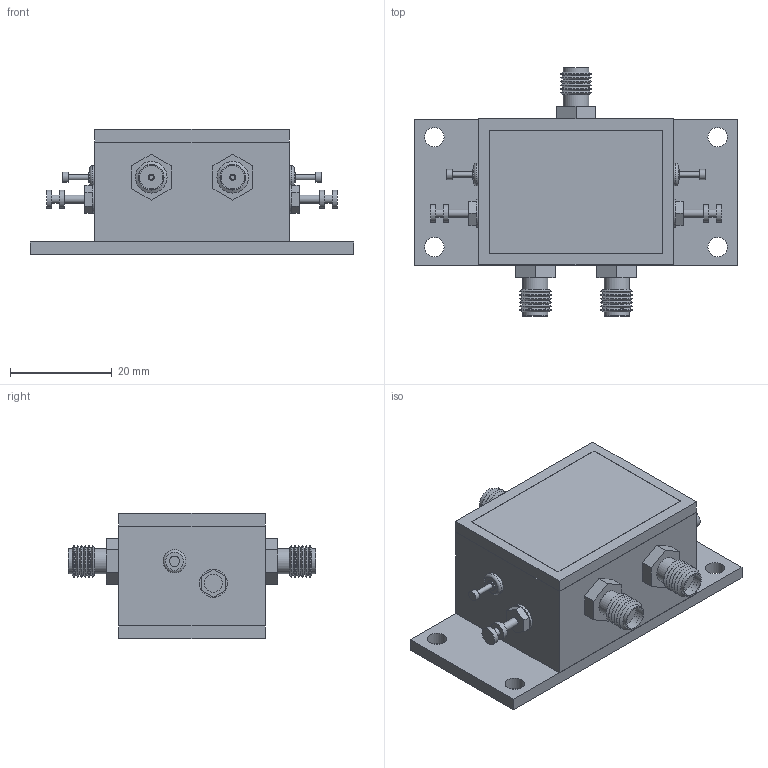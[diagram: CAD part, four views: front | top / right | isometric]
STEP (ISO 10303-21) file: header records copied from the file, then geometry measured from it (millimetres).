
FILE_DESCRIPTION(/* description */ (''),/* implementation_level */ '2;1');
FILE_NAME(/* name */ 'MINI-CIRCUITS_JJ77.stp',/* time_stamp */ '2015-03-03T13:34:21+01:00',/* author */ ('admchouv'),/* organization */ (''),/* preprocessor_version */ 'ST-DEVELOPER v15.5',/* originating_system */ 'AutoCAD Mechanical',/* authorisation */ '');
FILE_SCHEMA (('AUTOMOTIVE_DESIGN { 1 0 10303 214 3 1 1 }'));
Length unit declared in the file: millimetre
Products named in the file (1): Product
Bounding box: 63.5 x 48.7 x 24.69 mm (x, y, z)
Volume: 29668.1 mm3; surface area: 15961.5 mm2
Topology: 25 solids, 25 shells, 223 faces, 409 edges, 250 vertices
Faces by surface type: plane 122, cylinder 63, cone 36, torus 2
Full cylindrical faces by diameter (mm): 0.8 x3, 1 x4, 1.2 x6, 1.6 x4, 2 x4, 3.5 x4, 3.81 x4, 4.5 x2, 4.6 x6, 5 x6, 5.5 x2, 6.22 x18
Entity records: 4920 total; most frequent: DIRECTION 904, CARTESIAN_POINT 760, ORIENTED_EDGE 594, AXIS2_PLACEMENT_3D 383, EDGE_LOOP 370, EDGE_CURVE 297, VERTEX_POINT 239, FACE_OUTER_BOUND 223
